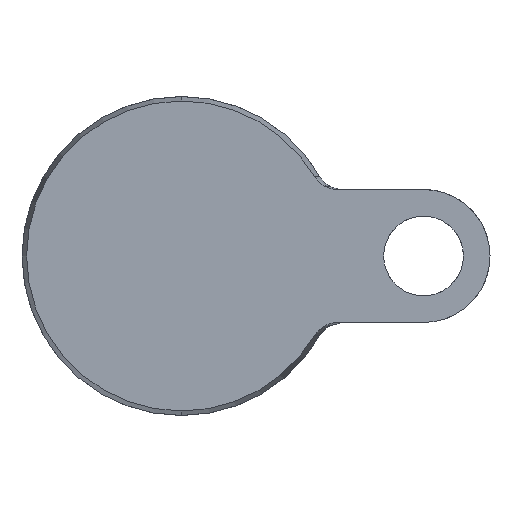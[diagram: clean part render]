
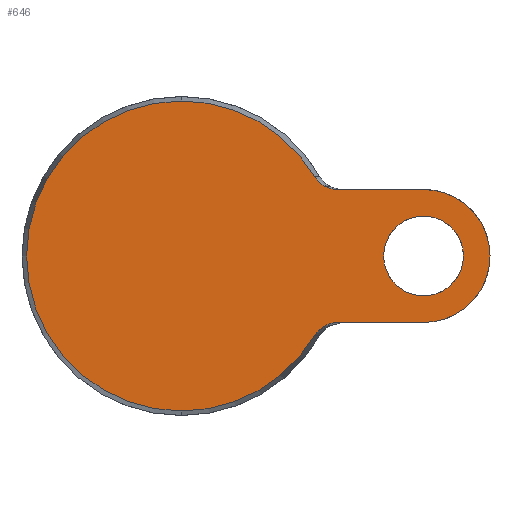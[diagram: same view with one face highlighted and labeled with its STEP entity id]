
A CAD part, front view. The second image highlights one B-rep face of the part: STEP entity #646.
In plain terms, the highlighted planar face has unit normal (0, -1, 0).
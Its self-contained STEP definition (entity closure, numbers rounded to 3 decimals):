
#6 = EDGE_CURVE ( 'NONE', #506, #1205, #1237, .T. ) ;
#7 = ORIENTED_EDGE ( 'NONE', *, *, #146, .T. ) ;
#30 = ORIENTED_EDGE ( 'NONE', *, *, #1323, .F. ) ;
#43 = AXIS2_PLACEMENT_3D ( 'NONE', #1008, #314, #757 ) ;
#50 = VERTEX_POINT ( 'NONE', #1049 ) ;
#71 = CARTESIAN_POINT ( 'NONE',  ( 29.374, 0., 12.5 ) ) ;
#94 = CARTESIAN_POINT ( 'NONE',  ( 27.255, 0., -12.953 ) ) ;
#117 = VECTOR ( 'NONE', #1314, 1000. ) ;
#146 = EDGE_CURVE ( 'NONE', #224, #488, #280, .T. ) ;
#149 = CARTESIAN_POINT ( 'NONE',  ( 25.011, 0., 14.959 ) ) ;
#160 = ORIENTED_EDGE ( 'NONE', *, *, #6, .T. ) ;
#213 = DIRECTION ( 'NONE',  ( 0., 0., 1. ) ) ;
#224 = VERTEX_POINT ( 'NONE', #743 ) ;
#257 = CARTESIAN_POINT ( 'NONE',  ( 26.144, 0., 13.642 ) ) ;
#271 = CARTESIAN_POINT ( 'NONE',  ( 0., 0., -29.143 ) ) ;
#280 = CIRCLE ( 'NONE', #1135, 29.143 ) ;
#285 = DIRECTION ( 'NONE',  ( 0., 1., 0. ) ) ;
#314 = DIRECTION ( 'NONE',  ( 0., -1., 0. ) ) ;
#340 = CIRCLE ( 'NONE', #531, 12.5 ) ;
#350 = ORIENTED_EDGE ( 'NONE', *, *, #596, .T. ) ;
#356 = FACE_BOUND ( 'NONE', #907, .T. ) ;
#377 = CARTESIAN_POINT ( 'NONE',  ( 27.869, 0., 12.721 ) ) ;
#396 = DIRECTION ( 'NONE',  ( 0., 1., 0. ) ) ;
#404 = CARTESIAN_POINT ( 'NONE',  ( 45.5, 0., 7.5 ) ) ;
#418 = AXIS2_PLACEMENT_3D ( 'NONE', #802, #1262, #1248 ) ;
#420 = DIRECTION ( 'NONE',  ( 0., 1., 0. ) ) ;
#438 = CARTESIAN_POINT ( 'NONE',  ( 25.508, 0., -14.24 ) ) ;
#443 = CARTESIAN_POINT ( 'NONE',  ( 27.871, 0., -12.72 ) ) ;
#447 = DIRECTION ( 'NONE',  ( 1., 0., 0. ) ) ;
#449 = CARTESIAN_POINT ( 'NONE',  ( 29.374, 0., -12.5 ) ) ;
#468 = CARTESIAN_POINT ( 'NONE',  ( 15., 0., 12.5 ) ) ;
#480 = VERTEX_POINT ( 'NONE', #848 ) ;
#488 = VERTEX_POINT ( 'NONE', #614 ) ;
#506 = VERTEX_POINT ( 'NONE', #522 ) ;
#522 = CARTESIAN_POINT ( 'NONE',  ( 45.5, 0., -7.5 ) ) ;
#523 = AXIS2_PLACEMENT_3D ( 'NONE', #1404, #396, #844 ) ;
#529 = CARTESIAN_POINT ( 'NONE',  ( 28.503, 0., -12.556 ) ) ;
#531 = AXIS2_PLACEMENT_3D ( 'NONE', #619, #285, #1289 ) ;
#558 = CARTESIAN_POINT ( 'NONE',  ( 25.237, 0., -14.58 ) ) ;
#564 = B_SPLINE_CURVE_WITH_KNOTS ( 'NONE', 3,
 ( #594, #938, #1177, #377, #845, #825, #1280, #602, #1058, #257, #585, #1040, #709, #149 ),
 .UNSPECIFIED., .F., .F.,
 ( 4, 2, 2, 2, 2, 2, 4 ),
 ( 0., 0.001, 0.002, 0.003, 0.003, 0.004, 0.005 ),
 .UNSPECIFIED. ) ;
#580 = DIRECTION ( 'NONE',  ( 0., -1., 0. ) ) ;
#585 = CARTESIAN_POINT ( 'NONE',  ( 25.976, 0., 13.785 ) ) ;
#586 = VERTEX_POINT ( 'NONE', #1324 ) ;
#594 = CARTESIAN_POINT ( 'NONE',  ( 29.374, 0., 12.5 ) ) ;
#596 = EDGE_CURVE ( 'NONE', #821, #480, #1146, .T. ) ;
#597 = VERTEX_POINT ( 'NONE', #71 ) ;
#602 = CARTESIAN_POINT ( 'NONE',  ( 26.678, 0., 13.261 ) ) ;
#604 = EDGE_CURVE ( 'NONE', #480, #586, #920, .T. ) ;
#614 = CARTESIAN_POINT ( 'NONE',  ( 0., 0., 29.143 ) ) ;
#619 = CARTESIAN_POINT ( 'NONE',  ( 45.5, 0., 0. ) ) ;
#623 = VERTEX_POINT ( 'NONE', #1352 ) ;
#646 = ADVANCED_FACE ( 'NONE', ( #919, #356 ), #1027, .F. ) ;
#652 = CARTESIAN_POINT ( 'NONE',  ( 25.977, 0., -13.784 ) ) ;
#709 = CARTESIAN_POINT ( 'NONE',  ( 25.237, 0., 14.58 ) ) ;
#710 = CIRCLE ( 'NONE', #1028, 29.143 ) ;
#735 = CARTESIAN_POINT ( 'NONE',  ( 0., 0., 0. ) ) ;
#743 = CARTESIAN_POINT ( 'NONE',  ( 25.011, 0., 14.959 ) ) ;
#757 = DIRECTION ( 'NONE',  ( 0., 0., -1. ) ) ;
#765 = CARTESIAN_POINT ( 'NONE',  ( 25.011, 0., -14.959 ) ) ;
#771 = CARTESIAN_POINT ( 'NONE',  ( 26.497, 0., -13.379 ) ) ;
#777 = LINE ( 'NONE', #871, #117 ) ;
#802 = CARTESIAN_POINT ( 'NONE',  ( -29.143, 0., 0. ) ) ;
#821 = VERTEX_POINT ( 'NONE', #271 ) ;
#825 = CARTESIAN_POINT ( 'NONE',  ( 27.253, 0., 12.954 ) ) ;
#844 = DIRECTION ( 'NONE',  ( 0., 0., 1. ) ) ;
#845 = CARTESIAN_POINT ( 'NONE',  ( 27.659, 0., 12.79 ) ) ;
#846 = ORIENTED_EDGE ( 'NONE', *, *, #1256, .T. ) ;
#848 = CARTESIAN_POINT ( 'NONE',  ( 25.011, 0., -14.959 ) ) ;
#871 = CARTESIAN_POINT ( 'NONE',  ( 15., 0., -12.5 ) ) ;
#907 = EDGE_LOOP ( 'NONE', ( #160, #1470 ) ) ;
#919 = FACE_OUTER_BOUND ( 'NONE', #1387, .T. ) ;
#920 = B_SPLINE_CURVE_WITH_KNOTS ( 'NONE', 3,
 ( #765, #558, #438, #652, #1106, #771, #1114, #94, #1459, #443, #529, #1467, #449 ),
 .UNSPECIFIED., .F., .F.,
 ( 4, 2, 2, 1, 2, 2, 4 ),
 ( 0., 0.001, 0.002, 0.003, 0.003, 0.004, 0.005 ),
 .UNSPECIFIED. ) ;
#938 = CARTESIAN_POINT ( 'NONE',  ( 28.933, 0., 12.5 ) ) ;
#958 = EDGE_CURVE ( 'NONE', #623, #586, #777, .T. ) ;
#1008 = CARTESIAN_POINT ( 'NONE',  ( 0., 0., 0. ) ) ;
#1025 = LINE ( 'NONE', #468, #1247 ) ;
#1027 = PLANE ( 'NONE',  #418 ) ;
#1028 = AXIS2_PLACEMENT_3D ( 'NONE', #1148, #580, #1480 ) ;
#1030 = ORIENTED_EDGE ( 'NONE', *, *, #1123, .F. ) ;
#1033 = AXIS2_PLACEMENT_3D ( 'NONE', #1311, #420, #213 ) ;
#1040 = CARTESIAN_POINT ( 'NONE',  ( 25.507, 0., 14.24 ) ) ;
#1049 = CARTESIAN_POINT ( 'NONE',  ( 45.5, 0., 12.5 ) ) ;
#1058 = CARTESIAN_POINT ( 'NONE',  ( 26.495, 0., 13.38 ) ) ;
#1106 = CARTESIAN_POINT ( 'NONE',  ( 26.146, 0., -13.64 ) ) ;
#1114 = CARTESIAN_POINT ( 'NONE',  ( 26.862, 0., -13.142 ) ) ;
#1123 = EDGE_CURVE ( 'NONE', #597, #50, #1025, .T. ) ;
#1135 = AXIS2_PLACEMENT_3D ( 'NONE', #735, #1195, #1224 ) ;
#1143 = EDGE_CURVE ( 'NONE', #488, #821, #710, .T. ) ;
#1146 = CIRCLE ( 'NONE', #43, 29.143 ) ;
#1148 = CARTESIAN_POINT ( 'NONE',  ( 0., 0., 0. ) ) ;
#1177 = CARTESIAN_POINT ( 'NONE',  ( 28.502, 0., 12.556 ) ) ;
#1195 = DIRECTION ( 'NONE',  ( 0., -1., 0. ) ) ;
#1205 = VERTEX_POINT ( 'NONE', #404 ) ;
#1224 = DIRECTION ( 'NONE',  ( 0., 0., -1. ) ) ;
#1231 = ORIENTED_EDGE ( 'NONE', *, *, #958, .F. ) ;
#1234 = ORIENTED_EDGE ( 'NONE', *, *, #604, .T. ) ;
#1237 = CIRCLE ( 'NONE', #523, 7.5 ) ;
#1239 = CIRCLE ( 'NONE', #1033, 7.5 ) ;
#1247 = VECTOR ( 'NONE', #447, 1000. ) ;
#1248 = DIRECTION ( 'NONE',  ( 0., 0., 1. ) ) ;
#1256 = EDGE_CURVE ( 'NONE', #597, #224, #564, .T. ) ;
#1262 = DIRECTION ( 'NONE',  ( 0., 1., 0. ) ) ;
#1280 = CARTESIAN_POINT ( 'NONE',  ( 27.057, 0., 13.048 ) ) ;
#1289 = DIRECTION ( 'NONE',  ( 0., 0., -1. ) ) ;
#1311 = CARTESIAN_POINT ( 'NONE',  ( 45.5, 0., 0. ) ) ;
#1314 = DIRECTION ( 'NONE',  ( -1., 0., 0. ) ) ;
#1323 = EDGE_CURVE ( 'NONE', #50, #623, #340, .T. ) ;
#1324 = CARTESIAN_POINT ( 'NONE',  ( 29.374, 0., -12.5 ) ) ;
#1349 = ORIENTED_EDGE ( 'NONE', *, *, #1143, .T. ) ;
#1352 = CARTESIAN_POINT ( 'NONE',  ( 45.5, 0., -12.5 ) ) ;
#1387 = EDGE_LOOP ( 'NONE', ( #1030, #846, #7, #1349, #350, #1234, #1231, #30 ) ) ;
#1404 = CARTESIAN_POINT ( 'NONE',  ( 45.5, 0., 0. ) ) ;
#1459 = CARTESIAN_POINT ( 'NONE',  ( 27.662, 0., -12.789 ) ) ;
#1467 = CARTESIAN_POINT ( 'NONE',  ( 28.933, 0., -12.5 ) ) ;
#1470 = ORIENTED_EDGE ( 'NONE', *, *, #1473, .T. ) ;
#1473 = EDGE_CURVE ( 'NONE', #1205, #506, #1239, .T. ) ;
#1480 = DIRECTION ( 'NONE',  ( 0., 0., -1. ) ) ;
